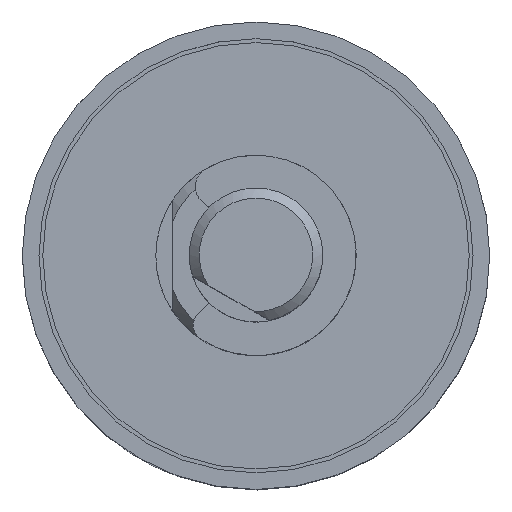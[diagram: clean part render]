
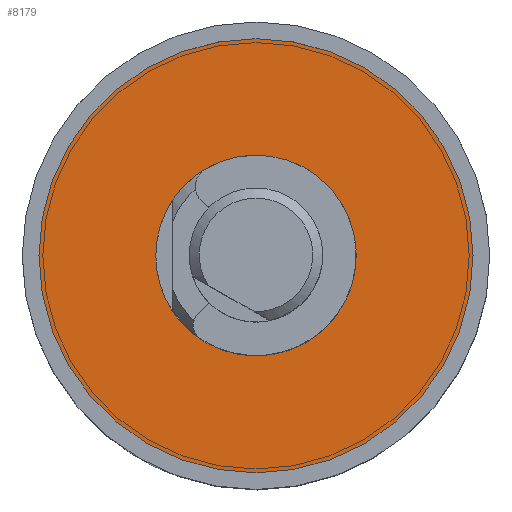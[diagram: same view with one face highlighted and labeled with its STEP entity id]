
A CAD part, top view. The second image highlights one B-rep face of the part: STEP entity #8179.
In plain terms, the highlighted planar face has unit normal (0, 0, 1).
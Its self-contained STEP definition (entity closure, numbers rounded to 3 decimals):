
#408 = CIRCLE ( 'NONE', #7932, 6.5 ) ;
#745 = VERTEX_POINT ( 'NONE', #7079 ) ;
#860 = CIRCLE ( 'NONE', #6548, 3. ) ;
#1401 = DIRECTION ( 'NONE',  ( 0., 0., 1. ) ) ;
#1491 = EDGE_LOOP ( 'NONE', ( #4179 ) ) ;
#1909 = FACE_BOUND ( 'NONE', #1491, .T. ) ;
#2166 = AXIS2_PLACEMENT_3D ( 'NONE', #8036, #1401, #2697 ) ;
#2174 = DIRECTION ( 'NONE',  ( 0., 0., -1. ) ) ;
#2455 = DIRECTION ( 'NONE',  ( -1., 0., 0. ) ) ;
#2697 = DIRECTION ( 'NONE',  ( 1., 0., 0. ) ) ;
#3187 = ORIENTED_EDGE ( 'NONE', *, *, #3200, .T. ) ;
#3200 = EDGE_CURVE ( 'NONE', #745, #745, #408, .T. ) ;
#3893 = FACE_OUTER_BOUND ( 'NONE', #4138, .T. ) ;
#4138 = EDGE_LOOP ( 'NONE', ( #3187 ) ) ;
#4179 = ORIENTED_EDGE ( 'NONE', *, *, #7654, .T. ) ;
#4356 = CARTESIAN_POINT ( 'NONE',  ( -3., 0., 0.5 ) ) ;
#4855 = DIRECTION ( 'NONE',  ( 1., 0., 0. ) ) ;
#6201 = CARTESIAN_POINT ( 'NONE',  ( 0., 0., 0.5 ) ) ;
#6548 = AXIS2_PLACEMENT_3D ( 'NONE', #6201, #2174, #2455 ) ;
#6920 = CARTESIAN_POINT ( 'NONE',  ( 0., 0., 0.5 ) ) ;
#7057 = VERTEX_POINT ( 'NONE', #4356 ) ;
#7079 = CARTESIAN_POINT ( 'NONE',  ( 6.5, 0., 0.5 ) ) ;
#7519 = DIRECTION ( 'NONE',  ( 0., 0., 1. ) ) ;
#7654 = EDGE_CURVE ( 'NONE', #7057, #7057, #860, .T. ) ;
#7932 = AXIS2_PLACEMENT_3D ( 'NONE', #6920, #7519, #4855 ) ;
#8036 = CARTESIAN_POINT ( 'NONE',  ( 3., 0., 0.5 ) ) ;
#8156 = PLANE ( 'NONE',  #2166 ) ;
#8179 = ADVANCED_FACE ( 'NONE', ( #1909, #3893 ), #8156, .T. ) ;
